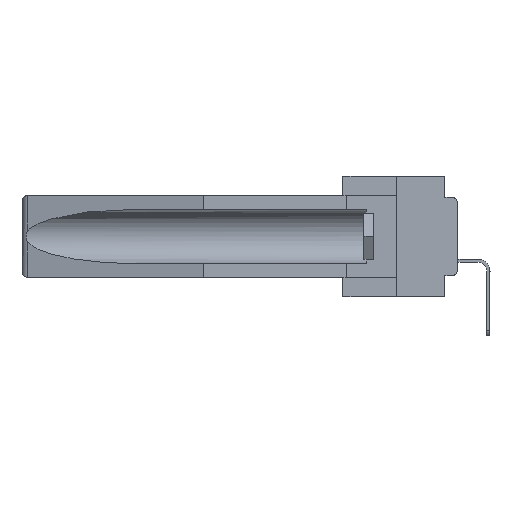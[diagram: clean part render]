
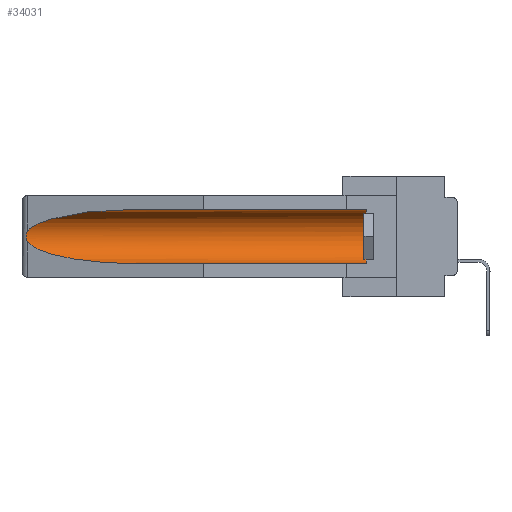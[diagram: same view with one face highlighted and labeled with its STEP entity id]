
A CAD part, left-side view. The second image highlights one B-rep face of the part: STEP entity #34031.
In plain terms, the highlighted cylindrical face has radius 2.857 mm (diameter 5.715 mm), a partial arc.
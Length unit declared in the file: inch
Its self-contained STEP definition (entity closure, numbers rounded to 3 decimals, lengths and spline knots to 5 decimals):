
#74 = CARTESIAN_POINT ( 'NONE',  ( 0.25451, 1.48313, -0.09465 ) ) ;
#104 = CARTESIAN_POINT ( 'NONE',  ( 0.26537, 1.52718, -0.19328 ) ) ;
#240 = CARTESIAN_POINT ( 'NONE',  ( 0.21114, 1.30732, -0.284 ) ) ;
#271 = EDGE_CURVE ( 'NONE', #5904, #24554, #5345, .T. ) ;
#344 = VERTEX_POINT ( 'NONE', #20924 ) ;
#2805 = CARTESIAN_POINT ( 'NONE',  ( 0.26597, 1.5296, -0.19026 ) ) ;
#2886 = CARTESIAN_POINT ( 'NONE',  ( 0.155, 1.07973, -0.059 ) ) ;
#2919 = CARTESIAN_POINT ( 'NONE',  ( 0.26597, 1.52961, -0.15275 ) ) ;
#3783 =( BOUNDED_CURVE ( )  B_SPLINE_CURVE ( 3, ( #2886, #32114, #74, #21611 ),
 .UNSPECIFIED., .F., .F. ) 
 B_SPLINE_CURVE_WITH_KNOTS ( ( 4, 4 ),
 ( 4.71239, 6.08839 ),
 .UNSPECIFIED. ) 
 CURVE ( )  GEOMETRIC_REPRESENTATION_ITEM ( )  RATIONAL_B_SPLINE_CURVE ( ( 1., 0.848, 0.848, 1. ) ) 
 REPRESENTATION_ITEM ( '' )  );
#4608 = VECTOR ( 'NONE', #27817, 39.37008 ) ;
#5345 = CIRCLE ( 'NONE', #13597, 0.1125 ) ;
#5509 = CARTESIAN_POINT ( 'NONE',  ( 0.25451, 1.48313, -0.24835 ) ) ;
#5605 = CARTESIAN_POINT ( 'NONE',  ( 0.2675, 1.53308, -0.16763 ) ) ;
#5725 = CARTESIAN_POINT ( 'NONE',  ( 0.26654, 1.53092, -0.15636 ) ) ;
#5904 = VERTEX_POINT ( 'NONE', #10968 ) ;
#6572 = VECTOR ( 'NONE', #17898, 39.37008 ) ;
#6619 = DIRECTION ( 'NONE',  ( 0., 0., 1. ) ) ;
#8234 = CARTESIAN_POINT ( 'NONE',  ( 0.155, 1.07973, -0.284 ) ) ;
#8506 = ORIENTED_EDGE ( 'NONE', *, *, #18759, .F. ) ;
#9327 = EDGE_LOOP ( 'NONE', ( #21228, #18326, #15820, #8506, #34623, #23161 ) ) ;
#9558 = EDGE_CURVE ( 'NONE', #10513, #18313, #34428, .T. ) ;
#10513 = VERTEX_POINT ( 'NONE', #24977 ) ;
#10968 = CARTESIAN_POINT ( 'NONE',  ( 0.155, 0.126, -0.284 ) ) ;
#12662 = CARTESIAN_POINT ( 'NONE',  ( 0.155, 0.126, -0.1715 ) ) ;
#13597 = AXIS2_PLACEMENT_3D ( 'NONE', #12662, #15171, #34108 ) ;
#13628 = CARTESIAN_POINT ( 'NONE',  ( 0.26537, 1.52718, -0.14972 ) ) ;
#15171 = DIRECTION ( 'NONE',  ( 0., -1., 0. ) ) ;
#15820 = ORIENTED_EDGE ( 'NONE', *, *, #22373, .T. ) ;
#16039 = LINE ( 'NONE', #25106, #4608 ) ;
#16738 = EDGE_CURVE ( 'NONE', #24554, #344, #16039, .T. ) ;
#17898 = DIRECTION ( 'NONE',  ( 0., 1., 0. ) ) ;
#18313 = VERTEX_POINT ( 'NONE', #18509 ) ;
#18326 = ORIENTED_EDGE ( 'NONE', *, *, #9558, .T. ) ;
#18509 = CARTESIAN_POINT ( 'NONE',  ( 0.26537, 1.52718, -0.19328 ) ) ;
#18759 = EDGE_CURVE ( 'NONE', #5904, #28259, #22999, .T. ) ;
#18838 = CARTESIAN_POINT ( 'NONE',  ( 0.26537, 1.52718, -0.19328 ) ) ;
#19444 = AXIS2_PLACEMENT_3D ( 'NONE', #31026, #27986, #6619 ) ;
#20924 = CARTESIAN_POINT ( 'NONE',  ( 0.155, 1.07973, -0.059 ) ) ;
#21228 = ORIENTED_EDGE ( 'NONE', *, *, #29847, .T. ) ;
#21519 = CARTESIAN_POINT ( 'NONE',  ( 0.26655, 1.53094, -0.18657 ) ) ;
#21611 = CARTESIAN_POINT ( 'NONE',  ( 0.26537, 1.52718, -0.14972 ) ) ;
#21648 = CARTESIAN_POINT ( 'NONE',  ( 0.155, 1.07973, -0.284 ) ) ;
#22373 = EDGE_CURVE ( 'NONE', #18313, #28259, #28212, .T. ) ;
#22999 = LINE ( 'NONE', #28408, #6572 ) ;
#23161 = ORIENTED_EDGE ( 'NONE', *, *, #16738, .T. ) ;
#24554 = VERTEX_POINT ( 'NONE', #30048 ) ;
#24977 = CARTESIAN_POINT ( 'NONE',  ( 0.26537, 1.52718, -0.14972 ) ) ;
#25106 = CARTESIAN_POINT ( 'NONE',  ( 0.155, -0.30754, -0.059 ) ) ;
#26145 = FACE_OUTER_BOUND ( 'NONE', #9327, .T. ) ;
#26976 = CARTESIAN_POINT ( 'NONE',  ( 0.2673, 1.53269, -0.17917 ) ) ;
#27088 = CARTESIAN_POINT ( 'NONE',  ( 0.2673, 1.5327, -0.16383 ) ) ;
#27321 = CARTESIAN_POINT ( 'NONE',  ( 0.2675, 1.53308, -0.17534 ) ) ;
#27817 = DIRECTION ( 'NONE',  ( 0., 1., 0. ) ) ;
#27986 = DIRECTION ( 'NONE',  ( 0., 1., 0. ) ) ;
#28212 =( BOUNDED_CURVE ( )  B_SPLINE_CURVE ( 3, ( #18838, #5509, #240, #21648 ),
 .UNSPECIFIED., .F., .F. ) 
 B_SPLINE_CURVE_WITH_KNOTS ( ( 4, 4 ),
 ( 0.1948, 1.5708 ),
 .UNSPECIFIED. ) 
 CURVE ( )  GEOMETRIC_REPRESENTATION_ITEM ( )  RATIONAL_B_SPLINE_CURVE ( ( 1., 0.848, 0.848, 1. ) ) 
 REPRESENTATION_ITEM ( '' )  );
#28259 = VERTEX_POINT ( 'NONE', #8234 ) ;
#28408 = CARTESIAN_POINT ( 'NONE',  ( 0.155, -0.30754, -0.284 ) ) ;
#29847 = EDGE_CURVE ( 'NONE', #344, #10513, #3783, .T. ) ;
#30048 = CARTESIAN_POINT ( 'NONE',  ( 0.155, 0.126, -0.059 ) ) ;
#30780 = CYLINDRICAL_SURFACE ( 'NONE', #19444, 0.1125 ) ;
#31026 = CARTESIAN_POINT ( 'NONE',  ( 0.155, -0.30754, -0.1715 ) ) ;
#32114 = CARTESIAN_POINT ( 'NONE',  ( 0.21114, 1.30732, -0.059 ) ) ;
#34031 = ADVANCED_FACE ( 'NONE', ( #26145 ), #30780, .F. ) ;
#34108 = DIRECTION ( 'NONE',  ( 0., 0., 1. ) ) ;
#34428 = B_SPLINE_CURVE_WITH_KNOTS ( 'NONE', 3,
 ( #13628, #2919, #5725, #27088, #5605, #27321, #26976, #21519, #2805, #104 ),
 .UNSPECIFIED., .F., .F.,
 ( 4, 2, 2, 2, 4 ),
 ( 0., 0.00029, 0.00058, 0.00087, 0.00117 ),
 .UNSPECIFIED. ) ;
#34623 = ORIENTED_EDGE ( 'NONE', *, *, #271, .T. ) ;
